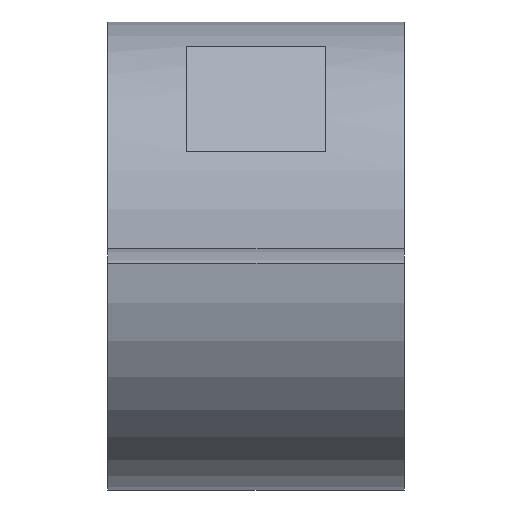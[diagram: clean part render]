
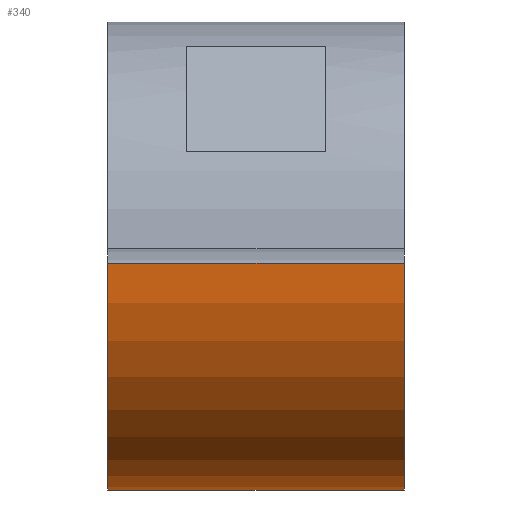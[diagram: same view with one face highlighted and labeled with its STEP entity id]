
A CAD part, left-side view. The second image highlights one B-rep face of the part: STEP entity #340.
In plain terms, the highlighted cylindrical face has radius 15.875 mm (diameter 31.75 mm), a partial arc.
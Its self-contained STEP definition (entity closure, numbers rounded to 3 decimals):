
#16 = CARTESIAN_POINT ( 'NONE',  ( 0., -10.071, -15.875 ) ) ;
#27 = ORIENTED_EDGE ( 'NONE', *, *, #30, .T. ) ;
#30 = EDGE_CURVE ( 'NONE', #231, #285, #266, .T. ) ;
#62 = DIRECTION ( 'NONE',  ( 0., 0., 1. ) ) ;
#88 = CYLINDRICAL_SURFACE ( 'NONE', #409, 15.875 ) ;
#115 = CARTESIAN_POINT ( 'NONE',  ( 0., -10.071, -15.875 ) ) ;
#118 = DIRECTION ( 'NONE',  ( 0., 1., 0. ) ) ;
#129 = VERTEX_POINT ( 'NONE', #541 ) ;
#134 = EDGE_CURVE ( 'NONE', #285, #129, #265, .T. ) ;
#142 = AXIS2_PLACEMENT_3D ( 'NONE', #469, #299, #62 ) ;
#144 = FACE_OUTER_BOUND ( 'NONE', #356, .T. ) ;
#163 = DIRECTION ( 'NONE',  ( 0., 1., 0. ) ) ;
#191 = CARTESIAN_POINT ( 'NONE',  ( 0., -10.071, 0. ) ) ;
#193 = DIRECTION ( 'NONE',  ( 0., 1., 0. ) ) ;
#194 = DIRECTION ( 'NONE',  ( 0., 0., 1. ) ) ;
#199 = EDGE_CURVE ( 'NONE', #231, #651, #530, .T. ) ;
#212 = DIRECTION ( 'NONE',  ( 0., 0., 1. ) ) ;
#231 = VERTEX_POINT ( 'NONE', #115 ) ;
#244 = DIRECTION ( 'NONE',  ( 0., 1., 0. ) ) ;
#249 = VECTOR ( 'NONE', #118, 1000. ) ;
#265 = LINE ( 'NONE', #499, #249 ) ;
#266 = CIRCLE ( 'NONE', #383, 15.875 ) ;
#285 = VERTEX_POINT ( 'NONE', #471 ) ;
#299 = DIRECTION ( 'NONE',  ( 0., 1., 0. ) ) ;
#340 = ADVANCED_FACE ( 'NONE', ( #144 ), #88, .T. ) ;
#356 = EDGE_LOOP ( 'NONE', ( #364, #27, #467, #464 ) ) ;
#364 = ORIENTED_EDGE ( 'NONE', *, *, #199, .F. ) ;
#383 = AXIS2_PLACEMENT_3D ( 'NONE', #191, #193, #194 ) ;
#409 = AXIS2_PLACEMENT_3D ( 'NONE', #419, #163, #212 ) ;
#419 = CARTESIAN_POINT ( 'NONE',  ( 0., -10.071, 0. ) ) ;
#464 = ORIENTED_EDGE ( 'NONE', *, *, #601, .F. ) ;
#467 = ORIENTED_EDGE ( 'NONE', *, *, #134, .T. ) ;
#469 = CARTESIAN_POINT ( 'NONE',  ( 0., 10.071, 0. ) ) ;
#471 = CARTESIAN_POINT ( 'NONE',  ( -15.867, -10.071, -0.508 ) ) ;
#482 = CARTESIAN_POINT ( 'NONE',  ( 0., 10.071, -15.875 ) ) ;
#490 = VECTOR ( 'NONE', #244, 1000. ) ;
#499 = CARTESIAN_POINT ( 'NONE',  ( -15.867, -10.071, -0.508 ) ) ;
#530 = LINE ( 'NONE', #16, #490 ) ;
#541 = CARTESIAN_POINT ( 'NONE',  ( -15.867, 10.071, -0.508 ) ) ;
#601 = EDGE_CURVE ( 'NONE', #651, #129, #670, .T. ) ;
#651 = VERTEX_POINT ( 'NONE', #482 ) ;
#670 = CIRCLE ( 'NONE', #142, 15.875 ) ;
